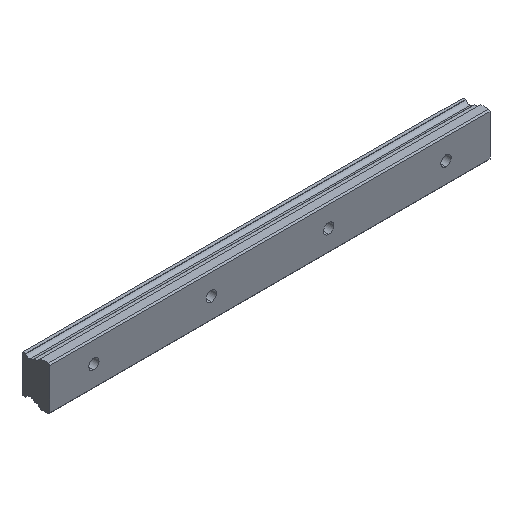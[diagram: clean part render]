
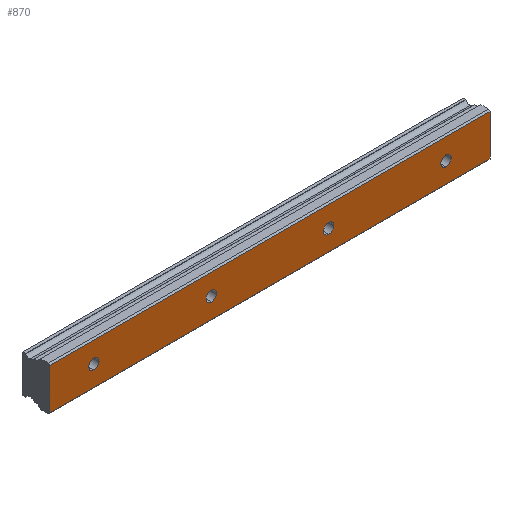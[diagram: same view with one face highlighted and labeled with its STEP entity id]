
A CAD part, isometric view. The second image highlights one B-rep face of the part: STEP entity #870.
In plain terms, the highlighted planar face has unit normal (0, -1, 0).
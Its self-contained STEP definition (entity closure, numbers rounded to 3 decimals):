
#3 = DIRECTION ( 'NONE',  ( 0., -1., 0. ) ) ;
#9 = CIRCLE ( 'NONE', #588, 1.75 ) ;
#16 = DIRECTION ( 'NONE',  ( 0., 0., 1. ) ) ;
#19 = EDGE_CURVE ( 'NONE', #536, #1151, #1411, .T. ) ;
#30 = VERTEX_POINT ( 'NONE', #1277 ) ;
#41 = ORIENTED_EDGE ( 'NONE', *, *, #361, .F. ) ;
#59 = CIRCLE ( 'NONE', #1280, 1.75 ) ;
#88 = PLANE ( 'NONE',  #1415 ) ;
#95 = FACE_BOUND ( 'NONE', #1384, .T. ) ;
#103 = CARTESIAN_POINT ( 'NONE',  ( 135., 0., -7. ) ) ;
#108 = CIRCLE ( 'NONE', #284, 1.75 ) ;
#111 = CIRCLE ( 'NONE', #636, 1.75 ) ;
#122 = EDGE_LOOP ( 'NONE', ( #408, #41 ) ) ;
#130 = CARTESIAN_POINT ( 'NONE',  ( 0., 0., 0. ) ) ;
#138 = CARTESIAN_POINT ( 'NONE',  ( 0., 0., 0. ) ) ;
#168 = CIRCLE ( 'NONE', #1344, 1.75 ) ;
#183 = ORIENTED_EDGE ( 'NONE', *, *, #19, .F. ) ;
#189 = VERTEX_POINT ( 'NONE', #224 ) ;
#224 = CARTESIAN_POINT ( 'NONE',  ( 135., 0., 7. ) ) ;
#238 = ORIENTED_EDGE ( 'NONE', *, *, #1382, .F. ) ;
#240 = AXIS2_PLACEMENT_3D ( 'NONE', #519, #627, #1089 ) ;
#248 = CARTESIAN_POINT ( 'NONE',  ( 40., 0., 0. ) ) ;
#252 = DIRECTION ( 'NONE',  ( 0., -1., 0. ) ) ;
#284 = AXIS2_PLACEMENT_3D ( 'NONE', #138, #577, #1242 ) ;
#311 = ORIENTED_EDGE ( 'NONE', *, *, #1369, .F. ) ;
#335 = CARTESIAN_POINT ( 'NONE',  ( 135., 0., -7. ) ) ;
#340 = CARTESIAN_POINT ( 'NONE',  ( 40., 0., -1.75 ) ) ;
#345 = DIRECTION ( 'NONE',  ( 0., 0., 1. ) ) ;
#351 = CARTESIAN_POINT ( 'NONE',  ( 0., 0., -1.75 ) ) ;
#361 = EDGE_CURVE ( 'NONE', #1306, #482, #1210, .T. ) ;
#369 = EDGE_CURVE ( 'NONE', #189, #960, #1150, .T. ) ;
#389 = LINE ( 'NONE', #1373, #564 ) ;
#408 = ORIENTED_EDGE ( 'NONE', *, *, #586, .F. ) ;
#422 = VECTOR ( 'NONE', #486, 1000. ) ;
#453 = DIRECTION ( 'NONE',  ( 0., 0., 1. ) ) ;
#482 = VERTEX_POINT ( 'NONE', #1386 ) ;
#486 = DIRECTION ( 'NONE',  ( 1., 0., 0. ) ) ;
#502 = CARTESIAN_POINT ( 'NONE',  ( -15., 0., -7. ) ) ;
#518 = FACE_OUTER_BOUND ( 'NONE', #1423, .T. ) ;
#519 = CARTESIAN_POINT ( 'NONE',  ( 80., 0., 0. ) ) ;
#520 = ORIENTED_EDGE ( 'NONE', *, *, #794, .F. ) ;
#524 = CARTESIAN_POINT ( 'NONE',  ( 80., 0., -1.75 ) ) ;
#536 = VERTEX_POINT ( 'NONE', #966 ) ;
#541 = CIRCLE ( 'NONE', #563, 1.75 ) ;
#556 = DIRECTION ( 'NONE',  ( 0., -1., 0. ) ) ;
#563 = AXIS2_PLACEMENT_3D ( 'NONE', #1170, #619, #718 ) ;
#564 = VECTOR ( 'NONE', #958, 1000. ) ;
#574 = CARTESIAN_POINT ( 'NONE',  ( 80., 0., 0. ) ) ;
#577 = DIRECTION ( 'NONE',  ( 0., -1., 0. ) ) ;
#578 = VERTEX_POINT ( 'NONE', #1082 ) ;
#586 = EDGE_CURVE ( 'NONE', #482, #1306, #168, .T. ) ;
#588 = AXIS2_PLACEMENT_3D ( 'NONE', #574, #3, #453 ) ;
#600 = CARTESIAN_POINT ( 'NONE',  ( 135., 0., 7. ) ) ;
#619 = DIRECTION ( 'NONE',  ( 0., -1., 0. ) ) ;
#627 = DIRECTION ( 'NONE',  ( 0., -1., 0. ) ) ;
#636 = AXIS2_PLACEMENT_3D ( 'NONE', #130, #1014, #16 ) ;
#647 = FACE_BOUND ( 'NONE', #773, .T. ) ;
#668 = DIRECTION ( 'NONE',  ( 0., -1., 0. ) ) ;
#711 = DIRECTION ( 'NONE',  ( 0., 0., 1. ) ) ;
#718 = DIRECTION ( 'NONE',  ( 0., 0., 1. ) ) ;
#735 = VERTEX_POINT ( 'NONE', #925 ) ;
#749 = ORIENTED_EDGE ( 'NONE', *, *, #1077, .F. ) ;
#756 = VECTOR ( 'NONE', #790, 1000. ) ;
#773 = EDGE_LOOP ( 'NONE', ( #311, #520 ) ) ;
#790 = DIRECTION ( 'NONE',  ( -1., 0., 0. ) ) ;
#794 = EDGE_CURVE ( 'NONE', #1406, #823, #108, .T. ) ;
#823 = VERTEX_POINT ( 'NONE', #1389 ) ;
#845 = AXIS2_PLACEMENT_3D ( 'NONE', #248, #252, #711 ) ;
#848 = EDGE_CURVE ( 'NONE', #30, #189, #1063, .T. ) ;
#868 = CARTESIAN_POINT ( 'NONE',  ( 40., 0., 0. ) ) ;
#870 = ADVANCED_FACE ( 'NONE', ( #518, #647, #882, #95, #1402 ), #88, .F. ) ;
#872 = VECTOR ( 'NONE', #914, 1000. ) ;
#882 = FACE_BOUND ( 'NONE', #1294, .T. ) ;
#895 = LINE ( 'NONE', #335, #756 ) ;
#901 = ORIENTED_EDGE ( 'NONE', *, *, #369, .F. ) ;
#914 = DIRECTION ( 'NONE',  ( 0., 0., -1. ) ) ;
#925 = CARTESIAN_POINT ( 'NONE',  ( 120., 0., -1.75 ) ) ;
#956 = ORIENTED_EDGE ( 'NONE', *, *, #848, .F. ) ;
#958 = DIRECTION ( 'NONE',  ( 0., 0., 1. ) ) ;
#960 = VERTEX_POINT ( 'NONE', #103 ) ;
#966 = CARTESIAN_POINT ( 'NONE',  ( 80., 0., 1.75 ) ) ;
#968 = DIRECTION ( 'NONE',  ( 0., 0., 1. ) ) ;
#970 = ORIENTED_EDGE ( 'NONE', *, *, #1006, .F. ) ;
#1006 = EDGE_CURVE ( 'NONE', #1151, #536, #9, .T. ) ;
#1014 = DIRECTION ( 'NONE',  ( 0., -1., 0. ) ) ;
#1026 = ORIENTED_EDGE ( 'NONE', *, *, #1098, .F. ) ;
#1063 = LINE ( 'NONE', #1275, #422 ) ;
#1073 = VERTEX_POINT ( 'NONE', #502 ) ;
#1077 = EDGE_CURVE ( 'NONE', #1073, #30, #389, .T. ) ;
#1082 = CARTESIAN_POINT ( 'NONE',  ( 120., 0., 1.75 ) ) ;
#1089 = DIRECTION ( 'NONE',  ( 0., 0., 1. ) ) ;
#1098 = EDGE_CURVE ( 'NONE', #735, #578, #541, .T. ) ;
#1150 = LINE ( 'NONE', #600, #872 ) ;
#1151 = VERTEX_POINT ( 'NONE', #524 ) ;
#1170 = CARTESIAN_POINT ( 'NONE',  ( 120., 0., 0. ) ) ;
#1194 = CARTESIAN_POINT ( 'NONE',  ( 135., 0., 7. ) ) ;
#1210 = CIRCLE ( 'NONE', #845, 1.75 ) ;
#1242 = DIRECTION ( 'NONE',  ( 0., 0., 1. ) ) ;
#1244 = ORIENTED_EDGE ( 'NONE', *, *, #1270, .F. ) ;
#1270 = EDGE_CURVE ( 'NONE', #960, #1073, #895, .T. ) ;
#1275 = CARTESIAN_POINT ( 'NONE',  ( 135., 0., 7. ) ) ;
#1277 = CARTESIAN_POINT ( 'NONE',  ( -15., 0., 7. ) ) ;
#1280 = AXIS2_PLACEMENT_3D ( 'NONE', #1338, #668, #345 ) ;
#1294 = EDGE_LOOP ( 'NONE', ( #238, #1026 ) ) ;
#1306 = VERTEX_POINT ( 'NONE', #340 ) ;
#1338 = CARTESIAN_POINT ( 'NONE',  ( 120., 0., 0. ) ) ;
#1344 = AXIS2_PLACEMENT_3D ( 'NONE', #868, #556, #1412 ) ;
#1369 = EDGE_CURVE ( 'NONE', #823, #1406, #111, .T. ) ;
#1373 = CARTESIAN_POINT ( 'NONE',  ( -15., 0., 7. ) ) ;
#1382 = EDGE_CURVE ( 'NONE', #578, #735, #59, .T. ) ;
#1384 = EDGE_LOOP ( 'NONE', ( #183, #970 ) ) ;
#1386 = CARTESIAN_POINT ( 'NONE',  ( 40., 0., 1.75 ) ) ;
#1389 = CARTESIAN_POINT ( 'NONE',  ( 0., 0., 1.75 ) ) ;
#1396 = DIRECTION ( 'NONE',  ( 0., 1., 0. ) ) ;
#1402 = FACE_BOUND ( 'NONE', #122, .T. ) ;
#1406 = VERTEX_POINT ( 'NONE', #351 ) ;
#1411 = CIRCLE ( 'NONE', #240, 1.75 ) ;
#1412 = DIRECTION ( 'NONE',  ( 0., 0., 1. ) ) ;
#1415 = AXIS2_PLACEMENT_3D ( 'NONE', #1194, #1396, #968 ) ;
#1423 = EDGE_LOOP ( 'NONE', ( #1244, #901, #956, #749 ) ) ;
